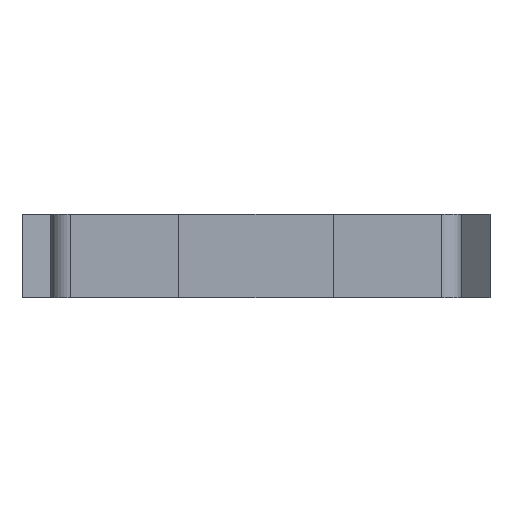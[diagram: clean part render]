
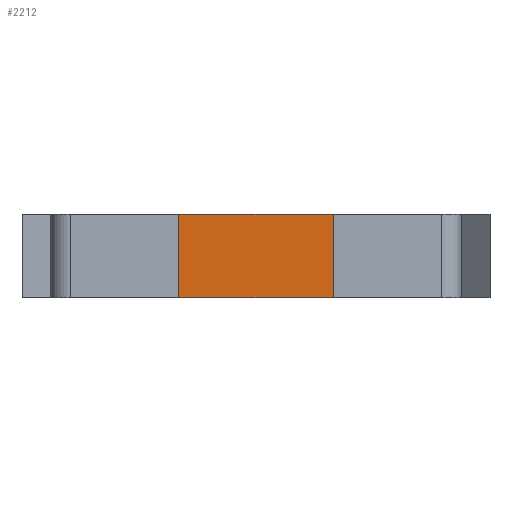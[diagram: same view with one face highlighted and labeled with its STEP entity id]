
A CAD part, left-side view. The second image highlights one B-rep face of the part: STEP entity #2212.
In plain terms, the highlighted planar face has unit normal (-1, 0, 0).
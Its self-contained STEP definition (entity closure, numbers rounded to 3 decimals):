
#24 = VECTOR ( 'NONE', #1284, 1000. ) ;
#34 = ORIENTED_EDGE ( 'NONE', *, *, #1664, .F. ) ;
#74 = EDGE_CURVE ( 'NONE', #337, #1215, #574, .T. ) ;
#126 = VERTEX_POINT ( 'NONE', #718 ) ;
#187 = ORIENTED_EDGE ( 'NONE', *, *, #870, .T. ) ;
#218 = VECTOR ( 'NONE', #589, 1000. ) ;
#267 = VECTOR ( 'NONE', #2328, 1000. ) ;
#275 = DIRECTION ( 'NONE',  ( 1., 0., 0. ) ) ;
#337 = VERTEX_POINT ( 'NONE', #455 ) ;
#440 = CARTESIAN_POINT ( 'NONE',  ( -24.25, 8., 0. ) ) ;
#453 = PLANE ( 'NONE',  #1410 ) ;
#455 = CARTESIAN_POINT ( 'NONE',  ( -24.25, -8., 8.7 ) ) ;
#487 = EDGE_CURVE ( 'NONE', #902, #126, #2182, .T. ) ;
#574 = LINE ( 'NONE', #1835, #1135 ) ;
#589 = DIRECTION ( 'NONE',  ( 0., 0., -1. ) ) ;
#619 = CARTESIAN_POINT ( 'NONE',  ( -24.25, 8., 79.289 ) ) ;
#637 = LINE ( 'NONE', #1950, #267 ) ;
#718 = CARTESIAN_POINT ( 'NONE',  ( -24.25, -8., 0. ) ) ;
#870 = EDGE_CURVE ( 'NONE', #1215, #902, #637, .T. ) ;
#902 = VERTEX_POINT ( 'NONE', #440 ) ;
#935 = LINE ( 'NONE', #1682, #218 ) ;
#1038 = ORIENTED_EDGE ( 'NONE', *, *, #487, .T. ) ;
#1119 = DIRECTION ( 'NONE',  ( 0., 1., 0. ) ) ;
#1125 = EDGE_LOOP ( 'NONE', ( #34, #2412, #187, #1038 ) ) ;
#1135 = VECTOR ( 'NONE', #1119, 1000. ) ;
#1175 = DIRECTION ( 'NONE',  ( 0., 0., -1. ) ) ;
#1215 = VERTEX_POINT ( 'NONE', #1484 ) ;
#1284 = DIRECTION ( 'NONE',  ( 0., -1., 0. ) ) ;
#1410 = AXIS2_PLACEMENT_3D ( 'NONE', #619, #275, #1175 ) ;
#1484 = CARTESIAN_POINT ( 'NONE',  ( -24.25, 8., 8.7 ) ) ;
#1642 = CARTESIAN_POINT ( 'NONE',  ( -24.25, 8., 0. ) ) ;
#1664 = EDGE_CURVE ( 'NONE', #337, #126, #935, .T. ) ;
#1682 = CARTESIAN_POINT ( 'NONE',  ( -24.25, -8., 79.289 ) ) ;
#1835 = CARTESIAN_POINT ( 'NONE',  ( -24.25, 8., 8.7 ) ) ;
#1950 = CARTESIAN_POINT ( 'NONE',  ( -24.25, 8., 79.289 ) ) ;
#2182 = LINE ( 'NONE', #1642, #24 ) ;
#2212 = ADVANCED_FACE ( 'NONE', ( #2290 ), #453, .F. ) ;
#2290 = FACE_OUTER_BOUND ( 'NONE', #1125, .T. ) ;
#2328 = DIRECTION ( 'NONE',  ( 0., 0., -1. ) ) ;
#2412 = ORIENTED_EDGE ( 'NONE', *, *, #74, .T. ) ;
